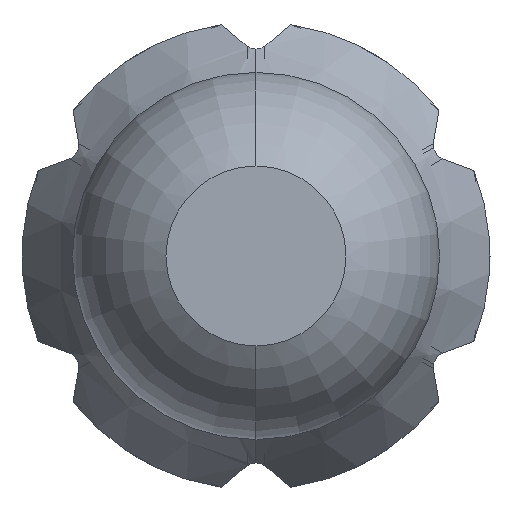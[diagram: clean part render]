
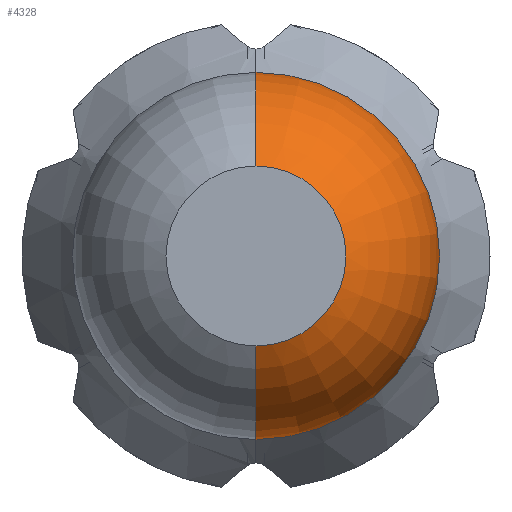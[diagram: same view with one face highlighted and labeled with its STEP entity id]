
A CAD part, front view. The second image highlights one B-rep face of the part: STEP entity #4328.
In plain terms, the highlighted toroidal (fillet/blend) face has major radius 0.01 mm and minor radius 0.5 mm.
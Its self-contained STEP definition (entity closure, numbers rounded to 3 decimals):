
#42 = DIRECTION ( 'NONE',  ( 0., 0., 1. ) ) ;
#48 = AXIS2_PLACEMENT_3D ( 'NONE', #2714, #3461, #3898 ) ;
#121 = ORIENTED_EDGE ( 'NONE', *, *, #3495, .F. ) ;
#149 = EDGE_CURVE ( 'NONE', #4644, #4255, #4546, .T. ) ;
#210 = AXIS2_PLACEMENT_3D ( 'NONE', #4297, #4670, #3480 ) ;
#249 = DIRECTION ( 'NONE',  ( 0., 0., -1. ) ) ;
#280 = DIRECTION ( 'NONE',  ( 1., 0., 0. ) ) ;
#392 = FACE_OUTER_BOUND ( 'NONE', #2267, .T. ) ;
#842 = ORIENTED_EDGE ( 'NONE', *, *, #149, .T. ) ;
#949 = CIRCLE ( 'NONE', #48, 0.51 ) ;
#1023 = VERTEX_POINT ( 'NONE', #2442 ) ;
#1834 = CARTESIAN_POINT ( 'NONE',  ( 0., -24.961, 0.01 ) ) ;
#1990 = DIRECTION ( 'NONE',  ( 0., 1., 0. ) ) ;
#2164 = AXIS2_PLACEMENT_3D ( 'NONE', #4687, #1990, #42 ) ;
#2267 = EDGE_LOOP ( 'NONE', ( #4175, #842, #4296, #121 ) ) ;
#2442 = CARTESIAN_POINT ( 'NONE',  ( 0., -25.4, -0.25 ) ) ;
#2510 = CIRCLE ( 'NONE', #2164, 0.25 ) ;
#2630 = CARTESIAN_POINT ( 'NONE',  ( 0., -25.4, 0.25 ) ) ;
#2714 = CARTESIAN_POINT ( 'NONE',  ( 0., -24.961, 0. ) ) ;
#2819 = DIRECTION ( 'NONE',  ( -1., 0., 0. ) ) ;
#3098 = CARTESIAN_POINT ( 'NONE',  ( 0., -24.961, -0.51 ) ) ;
#3190 = AXIS2_PLACEMENT_3D ( 'NONE', #3658, #2819, #3620 ) ;
#3193 = TOROIDAL_SURFACE ( 'NONE', #210, 0.01, 0.5 ) ;
#3431 = EDGE_CURVE ( 'Defeature ausgef�hrt1_0+Defeature ausgef�hrt1_37+Defeature ausgef�hrt1_37+Defeature ausgef�hrt1_37', #4255, #1023, #2510, .T. ) ;
#3461 = DIRECTION ( 'NONE',  ( 0., -1., 0. ) ) ;
#3480 = DIRECTION ( 'NONE',  ( 0., 0., -1. ) ) ;
#3495 = EDGE_CURVE ( 'NONE', #4419, #1023, #4475, .T. ) ;
#3620 = DIRECTION ( 'NONE',  ( 0., 0., 1. ) ) ;
#3658 = CARTESIAN_POINT ( 'NONE',  ( 0., -24.961, -0.01 ) ) ;
#3898 = DIRECTION ( 'NONE',  ( 0., 0., -1. ) ) ;
#3961 = EDGE_CURVE ( 'Defeature ausgef�hrt1_0+Defeature ausgef�hrt1_36+Defeature ausgef�hrt1_36+Defeature ausgef�hrt1_36', #4419, #4644, #949, .T. ) ;
#3971 = AXIS2_PLACEMENT_3D ( 'NONE', #1834, #280, #249 ) ;
#4122 = CARTESIAN_POINT ( 'NONE',  ( 0., -24.961, 0.51 ) ) ;
#4175 = ORIENTED_EDGE ( 'NONE', *, *, #3961, .T. ) ;
#4255 = VERTEX_POINT ( 'NONE', #2630 ) ;
#4296 = ORIENTED_EDGE ( 'NONE', *, *, #3431, .T. ) ;
#4297 = CARTESIAN_POINT ( 'NONE',  ( 0., -24.961, 0. ) ) ;
#4328 = ADVANCED_FACE ( 'Defeature ausgef�hrt1_0', ( #392 ), #3193, .T. ) ;
#4419 = VERTEX_POINT ( 'NONE', #3098 ) ;
#4475 = CIRCLE ( 'NONE', #3190, 0.5 ) ;
#4546 = CIRCLE ( 'NONE', #3971, 0.5 ) ;
#4644 = VERTEX_POINT ( 'NONE', #4122 ) ;
#4670 = DIRECTION ( 'NONE',  ( 0., -1., 0. ) ) ;
#4687 = CARTESIAN_POINT ( 'NONE',  ( 0., -25.4, 0. ) ) ;
